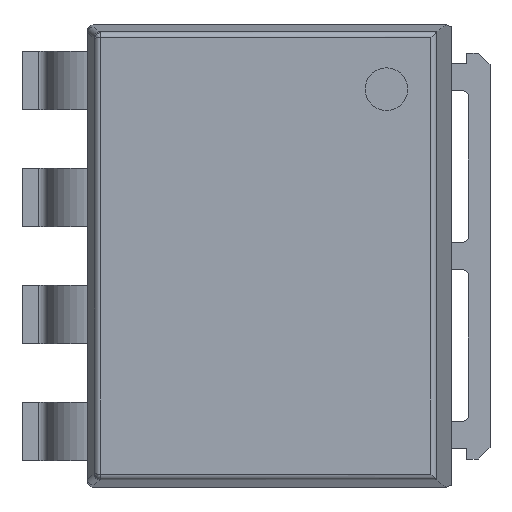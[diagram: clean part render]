
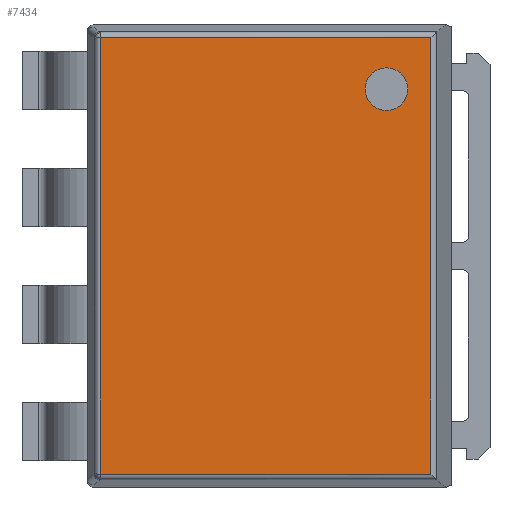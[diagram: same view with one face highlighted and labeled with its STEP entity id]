
A CAD part, top view. The second image highlights one B-rep face of the part: STEP entity #7434.
In plain terms, the highlighted planar face has unit normal (0, 0, 1).
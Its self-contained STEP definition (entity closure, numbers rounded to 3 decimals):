
#3524 = CYLINDRICAL_SURFACE('',#3525,0.1);
#3525 = AXIS2_PLACEMENT_3D('',#3526,#3527,#3528);
#3526 = CARTESIAN_POINT('',(-2.975,3.729,1.5));
#3527 = DIRECTION('',(1.,0.,0.));
#3528 = DIRECTION('',(0.,0.989,0.149));
#3555 = CYLINDRICAL_SURFACE('',#3556,0.1);
#3556 = AXIS2_PLACEMENT_3D('',#3557,#3558,#3559);
#3557 = CARTESIAN_POINT('',(2.758,3.815,1.5));
#3558 = DIRECTION('',(0.,-1.,0.));
#3559 = DIRECTION('',(0.981,0.,0.196));
#3584 = CYLINDRICAL_SURFACE('',#3585,0.1);
#3585 = AXIS2_PLACEMENT_3D('',#3586,#3587,#3588);
#3586 = CARTESIAN_POINT('',(-2.975,-3.729,1.5));
#3587 = DIRECTION('',(1.,0.,0.));
#3588 = DIRECTION('',(0.,-0.989,0.149));
#5160 = VERTEX_POINT('',#5161);
#5161 = CARTESIAN_POINT('',(-2.894,3.729,1.6));
#5228 = EDGE_CURVE('',#5160,#5229,#5231,.T.);
#5229 = VERTEX_POINT('',#5230);
#5230 = CARTESIAN_POINT('',(2.758,3.729,1.6));
#5231 = SURFACE_CURVE('',#5232,(#5236,#5243),.PCURVE_S1.);
#5232 = LINE('',#5233,#5234);
#5233 = CARTESIAN_POINT('',(-2.975,3.729,1.6));
#5234 = VECTOR('',#5235,1.);
#5235 = DIRECTION('',(1.,0.,0.));
#5236 = PCURVE('',#3524,#5237);
#5237 = DEFINITIONAL_REPRESENTATION('',(#5238),#5242);
#5238 = LINE('',#5239,#5240);
#5239 = CARTESIAN_POINT('',(1.421,0.));
#5240 = VECTOR('',#5241,1.);
#5241 = DIRECTION('',(0.,1.));
#5242 = ( GEOMETRIC_REPRESENTATION_CONTEXT(2) 
PARAMETRIC_REPRESENTATION_CONTEXT() REPRESENTATION_CONTEXT('2D SPACE',''
  ) );
#5243 = PCURVE('',#5244,#5249);
#5244 = PLANE('',#5245);
#5245 = AXIS2_PLACEMENT_3D('',#5246,#5247,#5248);
#5246 = CARTESIAN_POINT('',(-2.975,3.95,1.6));
#5247 = DIRECTION('',(0.,0.,1.));
#5248 = DIRECTION('',(1.,0.,0.));
#5249 = DEFINITIONAL_REPRESENTATION('',(#5250),#5254);
#5250 = LINE('',#5251,#5252);
#5251 = CARTESIAN_POINT('',(0.,-0.221));
#5252 = VECTOR('',#5253,1.);
#5253 = DIRECTION('',(1.,0.));
#5254 = ( GEOMETRIC_REPRESENTATION_CONTEXT(2) 
PARAMETRIC_REPRESENTATION_CONTEXT() REPRESENTATION_CONTEXT('2D SPACE',''
  ) );
#5289 = EDGE_CURVE('',#5229,#5290,#5292,.T.);
#5290 = VERTEX_POINT('',#5291);
#5291 = CARTESIAN_POINT('',(2.758,-3.729,1.6));
#5292 = SURFACE_CURVE('',#5293,(#5297,#5304),.PCURVE_S1.);
#5293 = LINE('',#5294,#5295);
#5294 = CARTESIAN_POINT('',(2.758,3.815,1.6));
#5295 = VECTOR('',#5296,1.);
#5296 = DIRECTION('',(0.,-1.,0.));
#5297 = PCURVE('',#3555,#5298);
#5298 = DEFINITIONAL_REPRESENTATION('',(#5299),#5303);
#5299 = LINE('',#5300,#5301);
#5300 = CARTESIAN_POINT('',(1.373,0.));
#5301 = VECTOR('',#5302,1.);
#5302 = DIRECTION('',(0.,1.));
#5303 = ( GEOMETRIC_REPRESENTATION_CONTEXT(2) 
PARAMETRIC_REPRESENTATION_CONTEXT() REPRESENTATION_CONTEXT('2D SPACE',''
  ) );
#5304 = PCURVE('',#5244,#5305);
#5305 = DEFINITIONAL_REPRESENTATION('',(#5306),#5310);
#5306 = LINE('',#5307,#5308);
#5307 = CARTESIAN_POINT('',(5.733,-0.135));
#5308 = VECTOR('',#5309,1.);
#5309 = DIRECTION('',(0.,-1.));
#5310 = ( GEOMETRIC_REPRESENTATION_CONTEXT(2) 
PARAMETRIC_REPRESENTATION_CONTEXT() REPRESENTATION_CONTEXT('2D SPACE',''
  ) );
#5406 = VERTEX_POINT('',#5407);
#5407 = CARTESIAN_POINT('',(-2.894,-3.729,1.6));
#5474 = EDGE_CURVE('',#5406,#5290,#5475,.T.);
#5475 = SURFACE_CURVE('',#5476,(#5480,#5487),.PCURVE_S1.);
#5476 = LINE('',#5477,#5478);
#5477 = CARTESIAN_POINT('',(-2.975,-3.729,1.6));
#5478 = VECTOR('',#5479,1.);
#5479 = DIRECTION('',(1.,0.,0.));
#5480 = PCURVE('',#3584,#5481);
#5481 = DEFINITIONAL_REPRESENTATION('',(#5482),#5486);
#5482 = LINE('',#5483,#5484);
#5483 = CARTESIAN_POINT('',(-1.421,0.));
#5484 = VECTOR('',#5485,1.);
#5485 = DIRECTION('',(-0.,1.));
#5486 = ( GEOMETRIC_REPRESENTATION_CONTEXT(2) 
PARAMETRIC_REPRESENTATION_CONTEXT() REPRESENTATION_CONTEXT('2D SPACE',''
  ) );
#5487 = PCURVE('',#5244,#5488);
#5488 = DEFINITIONAL_REPRESENTATION('',(#5489),#5493);
#5489 = LINE('',#5490,#5491);
#5490 = CARTESIAN_POINT('',(0.,-7.679));
#5491 = VECTOR('',#5492,1.);
#5492 = DIRECTION('',(1.,0.));
#5493 = ( GEOMETRIC_REPRESENTATION_CONTEXT(2) 
PARAMETRIC_REPRESENTATION_CONTEXT() REPRESENTATION_CONTEXT('2D SPACE',''
  ) );
#7413 = CYLINDRICAL_SURFACE('',#7414,0.1);
#7414 = AXIS2_PLACEMENT_3D('',#7415,#7416,#7417);
#7415 = CARTESIAN_POINT('',(-2.894,3.815,1.5));
#7416 = DIRECTION('',(0.,-1.,0.));
#7417 = DIRECTION('',(-0.979,0.,0.205)
  );
#7434 = ADVANCED_FACE('',(#7435,#7461),#5244,.T.);
#7435 = FACE_BOUND('',#7436,.T.);
#7436 = EDGE_LOOP('',(#7437,#7438,#7439,#7460));
#7437 = ORIENTED_EDGE('',*,*,#5289,.F.);
#7438 = ORIENTED_EDGE('',*,*,#5228,.F.);
#7439 = ORIENTED_EDGE('',*,*,#7440,.T.);
#7440 = EDGE_CURVE('',#5160,#5406,#7441,.T.);
#7441 = SURFACE_CURVE('',#7442,(#7446,#7453),.PCURVE_S1.);
#7442 = LINE('',#7443,#7444);
#7443 = CARTESIAN_POINT('',(-2.894,3.815,1.6));
#7444 = VECTOR('',#7445,1.);
#7445 = DIRECTION('',(0.,-1.,0.));
#7446 = PCURVE('',#5244,#7447);
#7447 = DEFINITIONAL_REPRESENTATION('',(#7448),#7452);
#7448 = LINE('',#7449,#7450);
#7449 = CARTESIAN_POINT('',(0.081,-0.135));
#7450 = VECTOR('',#7451,1.);
#7451 = DIRECTION('',(0.,-1.));
#7452 = ( GEOMETRIC_REPRESENTATION_CONTEXT(2) 
PARAMETRIC_REPRESENTATION_CONTEXT() REPRESENTATION_CONTEXT('2D SPACE',''
  ) );
#7453 = PCURVE('',#7413,#7454);
#7454 = DEFINITIONAL_REPRESENTATION('',(#7455),#7459);
#7455 = LINE('',#7456,#7457);
#7456 = CARTESIAN_POINT('',(-1.364,0.));
#7457 = VECTOR('',#7458,1.);
#7458 = DIRECTION('',(-0.,1.));
#7459 = ( GEOMETRIC_REPRESENTATION_CONTEXT(2) 
PARAMETRIC_REPRESENTATION_CONTEXT() REPRESENTATION_CONTEXT('2D SPACE',''
  ) );
#7460 = ORIENTED_EDGE('',*,*,#5474,.T.);
#7461 = FACE_BOUND('',#7462,.T.);
#7462 = EDGE_LOOP('',(#7463));
#7463 = ORIENTED_EDGE('',*,*,#7464,.F.);
#7464 = EDGE_CURVE('',#7465,#7465,#7467,.T.);
#7465 = VERTEX_POINT('',#7466);
#7466 = CARTESIAN_POINT('',(1.636,2.85,1.6));
#7467 = SURFACE_CURVE('',#7468,(#7473,#7480),.PCURVE_S1.);
#7468 = CIRCLE('',#7469,0.365);
#7469 = AXIS2_PLACEMENT_3D('',#7470,#7471,#7472);
#7470 = CARTESIAN_POINT('',(2.,2.85,1.6));
#7471 = DIRECTION('',(0.,0.,1.));
#7472 = DIRECTION('',(-1.,0.,0.));
#7473 = PCURVE('',#5244,#7474);
#7474 = DEFINITIONAL_REPRESENTATION('',(#7475),#7479);
#7475 = CIRCLE('',#7476,0.365);
#7476 = AXIS2_PLACEMENT_2D('',#7477,#7478);
#7477 = CARTESIAN_POINT('',(4.975,-1.1));
#7478 = DIRECTION('',(-1.,0.));
#7479 = ( GEOMETRIC_REPRESENTATION_CONTEXT(2) 
PARAMETRIC_REPRESENTATION_CONTEXT() REPRESENTATION_CONTEXT('2D SPACE',''
  ) );
#7480 = PCURVE('',#7481,#7486);
#7481 = CYLINDRICAL_SURFACE('',#7482,0.365);
#7482 = AXIS2_PLACEMENT_3D('',#7483,#7484,#7485);
#7483 = CARTESIAN_POINT('',(2.,2.85,1.6));
#7484 = DIRECTION('',(0.,0.,1.));
#7485 = DIRECTION('',(-1.,0.,0.));
#7486 = DEFINITIONAL_REPRESENTATION('',(#7487),#7491);
#7487 = LINE('',#7488,#7489);
#7488 = CARTESIAN_POINT('',(0.,0.));
#7489 = VECTOR('',#7490,1.);
#7490 = DIRECTION('',(1.,0.));
#7491 = ( GEOMETRIC_REPRESENTATION_CONTEXT(2) 
PARAMETRIC_REPRESENTATION_CONTEXT() REPRESENTATION_CONTEXT('2D SPACE',''
  ) );
